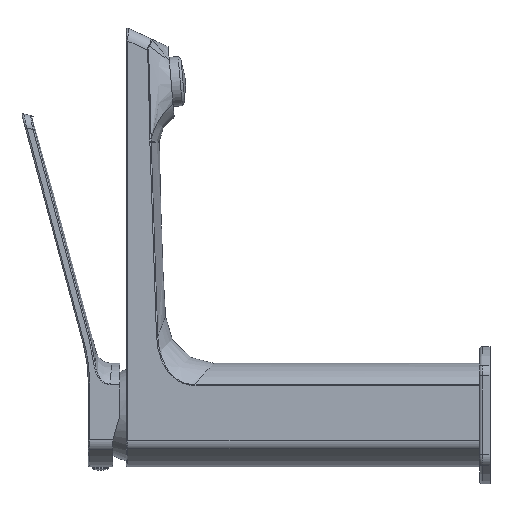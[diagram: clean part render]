
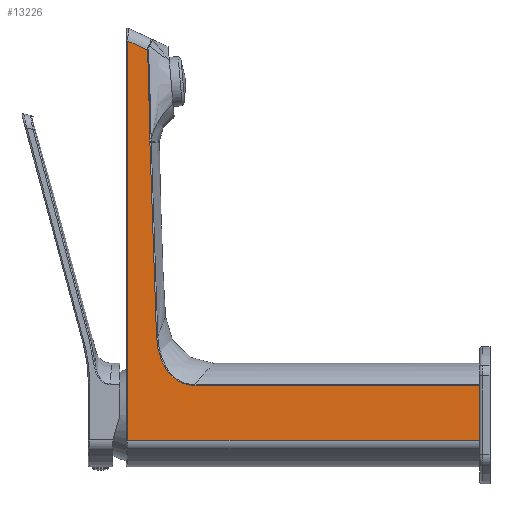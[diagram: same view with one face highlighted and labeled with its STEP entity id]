
A CAD part, left-side view. The second image highlights one B-rep face of the part: STEP entity #13226.
In plain terms, the highlighted planar face has unit normal (-1, 0, 0.009).
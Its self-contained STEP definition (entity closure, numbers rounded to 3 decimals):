
#3352=DIRECTION('',(0.009,0.,1.));
#3353=VECTOR('',#3352,20.867);
#3354=CARTESIAN_POINT('',(-18.483,0.,-9.512));
#3355=LINE('',#3354,#3353);
#3356=DIRECTION('',(0.,-1.,0.));
#3357=VECTOR('',#3356,134.);
#3358=CARTESIAN_POINT('',(-18.483,134.,-9.512));
#3359=LINE('',#3358,#3357);
#3360=DIRECTION('',(0.009,0.,1.));
#3361=VECTOR('',#3360,152.081);
#3362=CARTESIAN_POINT('',(-18.483,134.,-9.512));
#3363=LINE('',#3362,#3361);
#3364=DIRECTION('',(0.004,0.907,0.421));
#3365=VECTOR('',#3364,8.346);
#3366=CARTESIAN_POINT('',(-17.186,126.429,139.051));
#3367=LINE('',#3366,#3365);
#3368=CARTESIAN_POINT('',(-17.186,126.429,139.051));
#3369=CARTESIAN_POINT('',(-17.208,126.326,136.493));
#3370=CARTESIAN_POINT('',(-17.251,126.138,131.62));
#3371=CARTESIAN_POINT('',(-17.307,125.929,125.18));
#3372=CARTESIAN_POINT('',(-17.359,125.774,119.192));
#3373=CARTESIAN_POINT('',(-17.416,125.651,112.703));
#3374=CARTESIAN_POINT('',(-17.458,125.581,107.915));
#3375=CARTESIAN_POINT('',(-17.48,125.542,105.417));
#3377=CARTESIAN_POINT('',(-17.48,125.542,105.417));
#3378=CARTESIAN_POINT('',(-17.481,125.55,105.294));
#3379=CARTESIAN_POINT('',(-17.483,125.562,105.049));
#3380=CARTESIAN_POINT('',(-17.486,125.576,104.691));
#3381=CARTESIAN_POINT('',(-17.488,125.581,104.459));
#3382=CARTESIAN_POINT('',(-17.489,125.582,104.345));
#3384=CARTESIAN_POINT('',(-17.489,125.582,104.345));
#3385=CARTESIAN_POINT('',(-17.489,125.583,104.315));
#3386=CARTESIAN_POINT('',(-17.49,125.583,104.254));
#3387=CARTESIAN_POINT('',(-17.491,125.582,104.164));
#3388=CARTESIAN_POINT('',(-17.491,125.581,104.104));
#3389=CARTESIAN_POINT('',(-17.491,125.58,104.074));
#3391=CARTESIAN_POINT('',(-17.491,125.58,104.074));
#3392=CARTESIAN_POINT('',(-17.562,125.303,95.955));
#3393=CARTESIAN_POINT('',(-17.705,124.748,79.648));
#3394=CARTESIAN_POINT('',(-17.92,123.909,54.979));
#3395=CARTESIAN_POINT('',(-18.065,123.344,38.394));
#3396=CARTESIAN_POINT('',(-18.137,123.061,30.067));
#3398=CARTESIAN_POINT('',(-18.137,123.061,30.067));
#3399=CARTESIAN_POINT('',(-18.14,123.05,29.753));
#3400=CARTESIAN_POINT('',(-18.145,123.018,29.127));
#3401=CARTESIAN_POINT('',(-18.154,122.939,28.195));
#3402=CARTESIAN_POINT('',(-18.162,122.83,27.274));
#3403=CARTESIAN_POINT('',(-18.17,122.69,26.365));
#3404=CARTESIAN_POINT('',(-18.177,122.522,25.472));
#3405=CARTESIAN_POINT('',(-18.185,122.326,24.597));
#3406=CARTESIAN_POINT('',(-18.192,122.104,23.743));
#3407=CARTESIAN_POINT('',(-18.2,121.857,22.911));
#3408=CARTESIAN_POINT('',(-18.207,121.587,22.107));
#3409=CARTESIAN_POINT('',(-18.213,121.297,21.334));
#3410=CARTESIAN_POINT('',(-18.22,120.988,20.591));
#3411=CARTESIAN_POINT('',(-18.226,120.662,19.881));
#3412=CARTESIAN_POINT('',(-18.232,120.322,19.204));
#3413=CARTESIAN_POINT('',(-18.238,119.969,18.562));
#3414=CARTESIAN_POINT('',(-18.243,119.605,17.954));
#3415=CARTESIAN_POINT('',(-18.248,119.232,17.379));
#3416=CARTESIAN_POINT('',(-18.253,118.851,16.838));
#3417=CARTESIAN_POINT('',(-18.257,118.462,16.329));
#3418=CARTESIAN_POINT('',(-18.261,118.068,15.852));
#3419=CARTESIAN_POINT('',(-18.265,117.668,15.406));
#3420=CARTESIAN_POINT('',(-18.269,117.265,14.989));
#3421=CARTESIAN_POINT('',(-18.272,116.858,14.6));
#3422=CARTESIAN_POINT('',(-18.275,116.447,14.238));
#3423=CARTESIAN_POINT('',(-18.278,116.032,13.902));
#3424=CARTESIAN_POINT('',(-18.281,115.613,13.59));
#3425=CARTESIAN_POINT('',(-18.284,115.19,13.301));
#3426=CARTESIAN_POINT('',(-18.286,114.762,13.034));
#3427=CARTESIAN_POINT('',(-18.288,114.33,12.789));
#3428=CARTESIAN_POINT('',(-18.29,113.893,12.565));
#3429=CARTESIAN_POINT('',(-18.292,113.449,12.36));
#3430=CARTESIAN_POINT('',(-18.293,112.997,12.174));
#3431=CARTESIAN_POINT('',(-18.295,112.537,12.007));
#3432=CARTESIAN_POINT('',(-18.296,112.067,11.858));
#3433=CARTESIAN_POINT('',(-18.297,111.587,11.728));
#3434=CARTESIAN_POINT('',(-18.298,111.095,11.616));
#3435=CARTESIAN_POINT('',(-18.299,110.589,11.523));
#3436=CARTESIAN_POINT('',(-18.3,110.068,11.449));
#3437=CARTESIAN_POINT('',(-18.3,109.53,11.395));
#3438=CARTESIAN_POINT('',(-18.3,108.974,11.362));
#3439=CARTESIAN_POINT('',(-18.301,108.591,11.354));
#3440=CARTESIAN_POINT('',(-18.301,108.396,11.354));
#3442=DIRECTION('',(0.,-1.,0.));
#3443=VECTOR('',#3442,108.396);
#3444=CARTESIAN_POINT('',(-18.301,108.396,11.354));
#3445=LINE('',#3444,#3443);
#3483=CARTESIAN_POINT('',(-17.155,134.,142.563));
#7347=VERTEX_POINT('',#3483);
#7348=CARTESIAN_POINT('',(-18.483,134.,-9.512));
#7349=VERTEX_POINT('',#7348);
#7362=VERTEX_POINT('',#3398);
#7363=VERTEX_POINT('',#3440);
#7365=VERTEX_POINT('',#3391);
#7373=VERTEX_POINT('',#3368);
#7374=VERTEX_POINT('',#3375);
#7391=VERTEX_POINT('',#3382);
#7672=CARTESIAN_POINT('',(-18.483,0.,-9.512));
#7673=CARTESIAN_POINT('',(-18.301,0.,11.354));
#7674=VERTEX_POINT('',#7672);
#7675=VERTEX_POINT('',#7673);
#13203=CARTESIAN_POINT('',(-18.5,0.,-11.504));
#13204=DIRECTION('',(-1.,0.,0.009));
#13205=DIRECTION('',(0.,1.,0.));
#13206=AXIS2_PLACEMENT_3D('',#13203,#13204,#13205);
#13207=PLANE('',#13206);
#13208=ORIENTED_EDGE('',*,*,#7879,.F.);
#13209=ORIENTED_EDGE('',*,*,#13152,.F.);
#13210=ORIENTED_EDGE('',*,*,#12896,.T.);
#13212=ORIENTED_EDGE('',*,*,#13211,.F.);
#13214=ORIENTED_EDGE('',*,*,#13213,.T.);
#13216=ORIENTED_EDGE('',*,*,#13215,.T.);
#13218=ORIENTED_EDGE('',*,*,#13217,.T.);
#13219=ORIENTED_EDGE('',*,*,#7725,.T.);
#13221=ORIENTED_EDGE('',*,*,#13220,.T.);
#13223=ORIENTED_EDGE('',*,*,#13222,.T.);
#13224=EDGE_LOOP('',(#13208,#13209,#13210,#13212,#13214,#13216,#13218,#13219,
#13221,#13223));
#13225=FACE_OUTER_BOUND('',#13224,.F.);
#13226=ADVANCED_FACE('',(#13225),#13207,.T.);
#3376=B_SPLINE_CURVE_WITH_KNOTS('',3,(#3368,#3369,#3370,#3371,#3372,#3373,#3374,
#3375),.UNSPECIFIED.,.F.,.F.,(4,1,1,1,1,4),(0.,0.2,0.4,0.6,0.8,1.),
.UNSPECIFIED.);
#3383=B_SPLINE_CURVE_WITH_KNOTS('',3,(#3377,#3378,#3379,#3380,#3381,#3382),
.UNSPECIFIED.,.F.,.F.,(4,1,1,4),(0.,0.333,0.667,1.),
.UNSPECIFIED.);
#3390=B_SPLINE_CURVE_WITH_KNOTS('',3,(#3384,#3385,#3386,#3387,#3388,#3389),
.UNSPECIFIED.,.F.,.F.,(4,1,1,4),(0.,0.333,0.667,1.),
.UNSPECIFIED.);
#3397=B_SPLINE_CURVE_WITH_KNOTS('',3,(#3391,#3392,#3393,#3394,#3395,#3396),
.UNSPECIFIED.,.F.,.F.,(4,1,1,4),(0.,0.333,0.667,1.),
.UNSPECIFIED.);
#3441=B_SPLINE_CURVE_WITH_KNOTS('',3,(#3398,#3399,#3400,#3401,#3402,#3403,#3404,
#3405,#3406,#3407,#3408,#3409,#3410,#3411,#3412,#3413,#3414,#3415,#3416,#3417,
#3418,#3419,#3420,#3421,#3422,#3423,#3424,#3425,#3426,#3427,#3428,#3429,#3430,
#3431,#3432,#3433,#3434,#3435,#3436,#3437,#3438,#3439,#3440),.UNSPECIFIED.,.F.,
.F.,(4,1,1,1,1,1,1,1,1,1,1,1,1,1,1,1,1,1,1,1,1,1,1,1,1,1,1,1,1,1,1,1,1,1,1,1,1,
1,1,1,4),(0.,0.025,0.05,0.075,0.1,0.125,0.15,0.175,0.2,0.225,
0.25,0.275,0.3,0.325,0.35,0.375,0.4,0.425,0.45,0.475,0.5,
0.525,0.55,0.575,0.6,0.625,0.65,0.675,0.7,0.725,0.75,
0.775,0.8,0.825,0.85,0.875,0.9,0.925,0.95,0.975,1.),
.UNSPECIFIED.);
#7725=EDGE_CURVE('',#7365,#7362,#3397,.T.);
#7879=EDGE_CURVE('',#7674,#7675,#3355,.T.);
#12896=EDGE_CURVE('',#7349,#7347,#3363,.T.);
#13152=EDGE_CURVE('',#7349,#7674,#3359,.T.);
#13211=EDGE_CURVE('',#7373,#7347,#3367,.T.);
#13213=EDGE_CURVE('',#7373,#7374,#3376,.T.);
#13215=EDGE_CURVE('',#7374,#7391,#3383,.T.);
#13217=EDGE_CURVE('',#7391,#7365,#3390,.T.);
#13220=EDGE_CURVE('',#7362,#7363,#3441,.T.);
#13222=EDGE_CURVE('',#7363,#7675,#3445,.T.);
